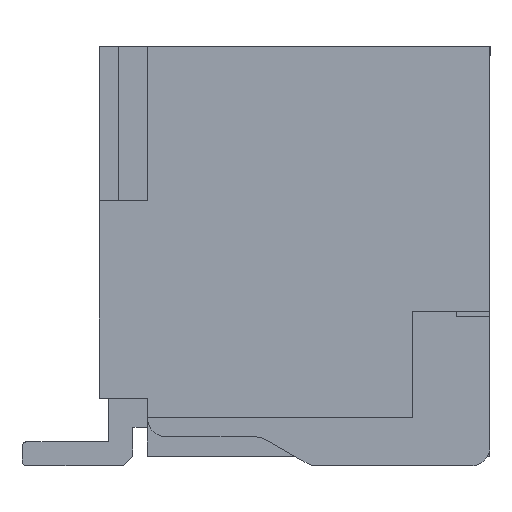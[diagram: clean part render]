
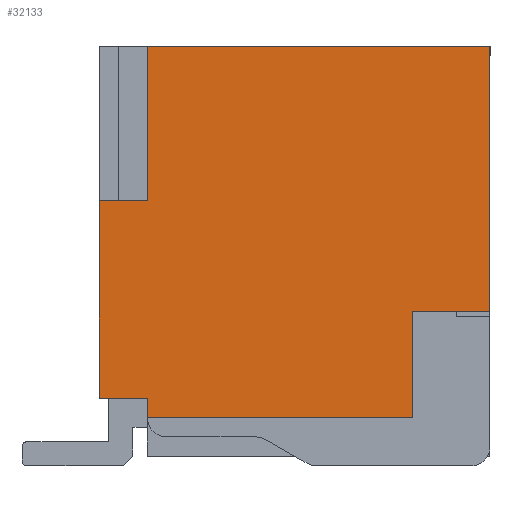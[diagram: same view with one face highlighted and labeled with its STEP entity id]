
A CAD part, left-side view. The second image highlights one B-rep face of the part: STEP entity #32133.
In plain terms, the highlighted planar face has unit normal (-1, 0, 0).
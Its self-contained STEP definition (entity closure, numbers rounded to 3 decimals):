
#114 = VECTOR ( 'NONE', #7630, 1000. ) ;
#416 = VERTEX_POINT ( 'NONE', #14398 ) ;
#691 = LINE ( 'NONE', #7198, #34085 ) ;
#1011 = CARTESIAN_POINT ( 'NONE',  ( -6.625, 1.125, 0.475 ) ) ;
#1430 = LINE ( 'NONE', #13536, #26760 ) ;
#1578 = CARTESIAN_POINT ( 'NONE',  ( -6.625, 1.125, -3.375 ) ) ;
#1997 = CARTESIAN_POINT ( 'NONE',  ( -6.625, 1.625, -1.125 ) ) ;
#2482 = CARTESIAN_POINT ( 'NONE',  ( -6.625, 1.625, -3.175 ) ) ;
#3767 = EDGE_CURVE ( 'NONE', #416, #26882, #14589, .T. ) ;
#3810 = DIRECTION ( 'NONE',  ( 0., 1., 0. ) ) ;
#4155 = VERTEX_POINT ( 'NONE', #1578 ) ;
#4574 = CARTESIAN_POINT ( 'NONE',  ( -6.625, -1.625, -3.775 ) ) ;
#4850 = EDGE_CURVE ( 'NONE', #10068, #8208, #19988, .T. ) ;
#5041 = VERTEX_POINT ( 'NONE', #24778 ) ;
#5136 = CARTESIAN_POINT ( 'NONE',  ( -6.625, -1.625, -2.275 ) ) ;
#5436 = ORIENTED_EDGE ( 'NONE', *, *, #17858, .F. ) ;
#5720 = DIRECTION ( 'NONE',  ( 0., 1., 0. ) ) ;
#5819 = CARTESIAN_POINT ( 'NONE',  ( -6.625, 1.625, 0.475 ) ) ;
#6098 = DIRECTION ( 'NONE',  ( 0., 0., 1. ) ) ;
#6334 = LINE ( 'NONE', #1011, #11485 ) ;
#6742 = EDGE_LOOP ( 'NONE', ( #23638, #37912, #13800, #5436, #21327, #8290, #19184, #28852, #37105, #13065 ) ) ;
#6749 = DIRECTION ( 'NONE',  ( 0., 0., -1. ) ) ;
#7198 = CARTESIAN_POINT ( 'NONE',  ( -6.625, -2.425, -2.275 ) ) ;
#7630 = DIRECTION ( 'NONE',  ( 0., 0., -1. ) ) ;
#8208 = VERTEX_POINT ( 'NONE', #30786 ) ;
#8290 = ORIENTED_EDGE ( 'NONE', *, *, #38000, .F. ) ;
#8472 = VERTEX_POINT ( 'NONE', #13568 ) ;
#10068 = VERTEX_POINT ( 'NONE', #25164 ) ;
#11485 = VECTOR ( 'NONE', #15963, 1000. ) ;
#11544 = CARTESIAN_POINT ( 'NONE',  ( -6.625, 1.125, -3.375 ) ) ;
#13065 = ORIENTED_EDGE ( 'NONE', *, *, #20063, .F. ) ;
#13536 = CARTESIAN_POINT ( 'NONE',  ( -6.625, 1.125, -3.775 ) ) ;
#13564 = CARTESIAN_POINT ( 'NONE',  ( -6.625, -2.425, 0.475 ) ) ;
#13568 = CARTESIAN_POINT ( 'NONE',  ( -6.625, -1.625, -3.375 ) ) ;
#13800 = ORIENTED_EDGE ( 'NONE', *, *, #28236, .F. ) ;
#14398 = CARTESIAN_POINT ( 'NONE',  ( -6.625, 1.125, -3.175 ) ) ;
#14589 = LINE ( 'NONE', #30518, #24741 ) ;
#15963 = DIRECTION ( 'NONE',  ( 0., 0., 1. ) ) ;
#17613 = LINE ( 'NONE', #11544, #19608 ) ;
#17858 = EDGE_CURVE ( 'NONE', #25476, #5041, #19857, .T. ) ;
#18775 = CARTESIAN_POINT ( 'NONE',  ( -6.625, -2.425, 0.475 ) ) ;
#19184 = ORIENTED_EDGE ( 'NONE', *, *, #4850, .F. ) ;
#19608 = VECTOR ( 'NONE', #5720, 1000. ) ;
#19857 = LINE ( 'NONE', #13564, #23201 ) ;
#19988 = LINE ( 'NONE', #1997, #36516 ) ;
#20063 = EDGE_CURVE ( 'NONE', #4155, #416, #1430, .T. ) ;
#20182 = DIRECTION ( 'NONE',  ( 0., -1., 0. ) ) ;
#20222 = DIRECTION ( 'NONE',  ( 0., 0., 1. ) ) ;
#21327 = ORIENTED_EDGE ( 'NONE', *, *, #30864, .T. ) ;
#21469 = DIRECTION ( 'NONE',  ( 0., 1., 0. ) ) ;
#22088 = AXIS2_PLACEMENT_3D ( 'NONE', #18775, #37129, #6098 ) ;
#22347 = DIRECTION ( 'NONE',  ( 0., 1., 0. ) ) ;
#23201 = VECTOR ( 'NONE', #6749, 1000. ) ;
#23242 = LINE ( 'NONE', #29464, #28499 ) ;
#23638 = ORIENTED_EDGE ( 'NONE', *, *, #25353, .F. ) ;
#24048 = VECTOR ( 'NONE', #36852, 1000. ) ;
#24741 = VECTOR ( 'NONE', #21469, 1000. ) ;
#24778 = CARTESIAN_POINT ( 'NONE',  ( -6.625, -2.425, -2.275 ) ) ;
#25164 = CARTESIAN_POINT ( 'NONE',  ( -6.625, 1.625, -1.125 ) ) ;
#25353 = EDGE_CURVE ( 'NONE', #8472, #4155, #17613, .T. ) ;
#25476 = VERTEX_POINT ( 'NONE', #37348 ) ;
#25983 = LINE ( 'NONE', #4574, #114 ) ;
#26760 = VECTOR ( 'NONE', #20222, 1000. ) ;
#26882 = VERTEX_POINT ( 'NONE', #2482 ) ;
#27463 = PLANE ( 'NONE',  #22088 ) ;
#28236 = EDGE_CURVE ( 'NONE', #5041, #28722, #691, .T. ) ;
#28499 = VECTOR ( 'NONE', #3810, 1000. ) ;
#28722 = VERTEX_POINT ( 'NONE', #5136 ) ;
#28852 = ORIENTED_EDGE ( 'NONE', *, *, #33440, .T. ) ;
#29464 = CARTESIAN_POINT ( 'NONE',  ( -6.625, -2.425, 0.475 ) ) ;
#30491 = VERTEX_POINT ( 'NONE', #31929 ) ;
#30518 = CARTESIAN_POINT ( 'NONE',  ( -6.625, 1.625, -3.175 ) ) ;
#30786 = CARTESIAN_POINT ( 'NONE',  ( -6.625, 1.125, -1.125 ) ) ;
#30864 = EDGE_CURVE ( 'NONE', #25476, #30491, #23242, .T. ) ;
#31809 = EDGE_CURVE ( 'NONE', #28722, #8472, #25983, .T. ) ;
#31929 = CARTESIAN_POINT ( 'NONE',  ( -6.625, 1.125, 0.475 ) ) ;
#32133 = ADVANCED_FACE ( 'NONE', ( #36339 ), #27463, .F. ) ;
#33440 = EDGE_CURVE ( 'NONE', #10068, #26882, #39664, .T. ) ;
#34085 = VECTOR ( 'NONE', #22347, 1000. ) ;
#36339 = FACE_OUTER_BOUND ( 'NONE', #6742, .T. ) ;
#36516 = VECTOR ( 'NONE', #20182, 1000. ) ;
#36852 = DIRECTION ( 'NONE',  ( 0., 0., -1. ) ) ;
#37105 = ORIENTED_EDGE ( 'NONE', *, *, #3767, .F. ) ;
#37129 = DIRECTION ( 'NONE',  ( 1., 0., 0. ) ) ;
#37348 = CARTESIAN_POINT ( 'NONE',  ( -6.625, -2.425, 0.475 ) ) ;
#37912 = ORIENTED_EDGE ( 'NONE', *, *, #31809, .F. ) ;
#38000 = EDGE_CURVE ( 'NONE', #8208, #30491, #6334, .T. ) ;
#39664 = LINE ( 'NONE', #5819, #24048 ) ;
